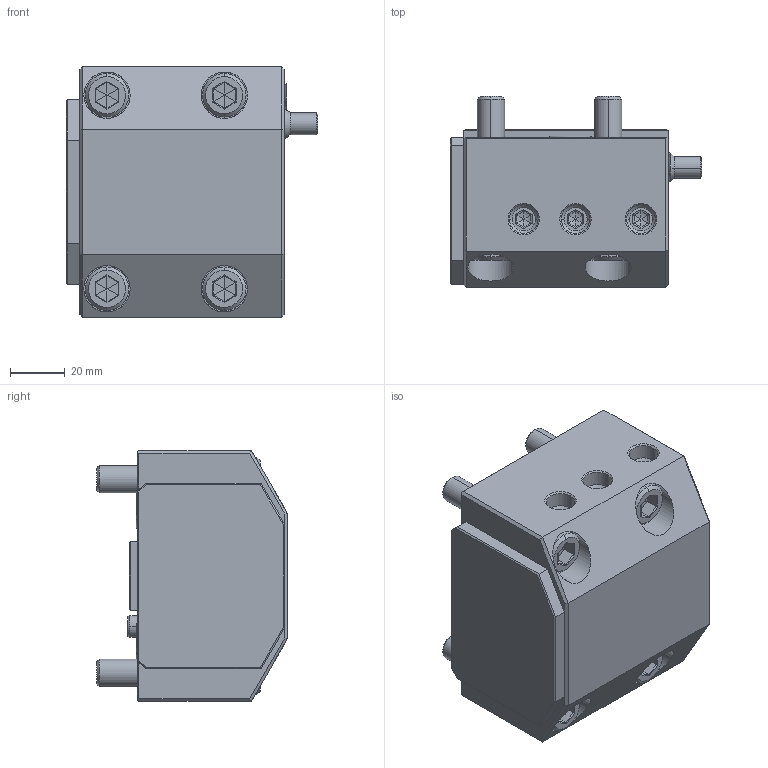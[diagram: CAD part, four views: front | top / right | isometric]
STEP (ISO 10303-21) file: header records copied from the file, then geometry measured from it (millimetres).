
FILE_DESCRIPTION((''),'2;1');
FILE_NAME('NGT_ID_25_25_30_GI','2023-05-24T',('vali'),('NOVA GRUP'),'PRO/ENGINEER BY PARAMETRIC TECHNOLOGY CORPORATION, 2010280','PRO/ENGINEER BY PARAMETRIC TECHNOLOGY CORPORATION, 2010280','');
FILE_SCHEMA(('CONFIG_CONTROL_DESIGN'));
Length unit declared in the file: millimetre
Products named in the file (1): NGT_ID_25_25_30_GI
Bounding box: 92.34 x 70 x 92 mm (x, y, z)
Volume: 333486.3 mm3; surface area: 57724.4 mm2
Topology: 1 solids, 1 shells, 493 faces, 1092 edges, 596 vertices
Faces by surface type: plane 187, cylinder 153, cone 89, bspline 42, torus 20, sphere 2
Entity records: 14870 total; most frequent: CARTESIAN_POINT 4540, ORIENTED_EDGE 2096, DIRECTION 2085, EDGE_CURVE 1048, AXIS2_PLACEMENT_3D 724, VECTOR 637, LINE 637, VERTEX_POINT 596
